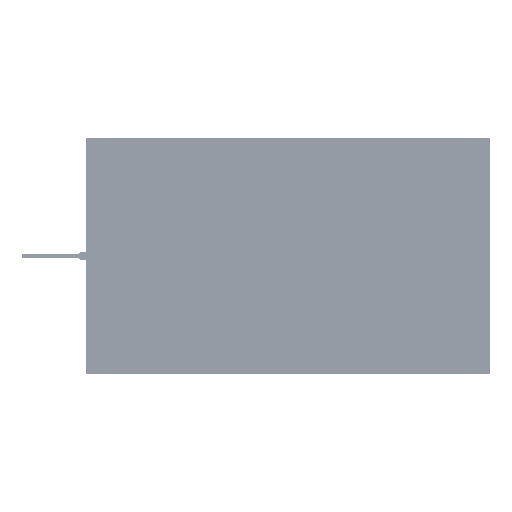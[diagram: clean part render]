
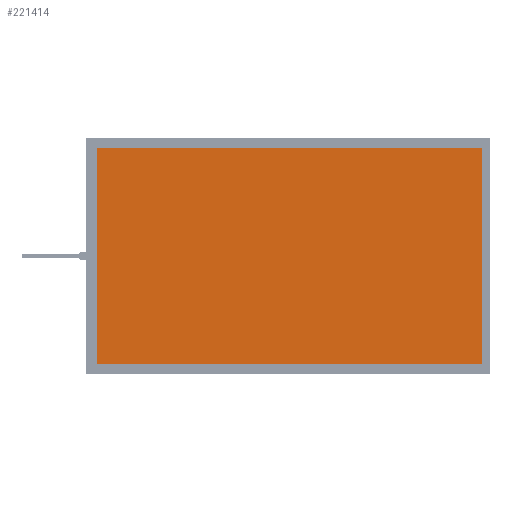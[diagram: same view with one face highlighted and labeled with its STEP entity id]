
A CAD part, top view. The second image highlights one B-rep face of the part: STEP entity #221414.
In plain terms, the highlighted planar face has unit normal (0, 0, 1).
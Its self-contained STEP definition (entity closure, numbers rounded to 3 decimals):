
#11453=PLANE('',#240877);
#23188=FACE_OUTER_BOUND('',#35583,.T.);
#35583=EDGE_LOOP('',(#206189,#206190,#206191,#206192));
#58972=LINE('',#400099,#82382);
#58976=LINE('',#400107,#82386);
#58979=LINE('',#400113,#82389);
#58982=LINE('',#400118,#82392);
#82382=VECTOR('',#303125,10.);
#82386=VECTOR('',#303131,10.);
#82389=VECTOR('',#303136,10.);
#82392=VECTOR('',#303141,10.);
#109320=VERTEX_POINT('',#400097);
#109321=VERTEX_POINT('',#400098);
#109324=VERTEX_POINT('',#400106);
#109326=VERTEX_POINT('',#400112);
#141603=EDGE_CURVE('',#109320,#109321,#58972,.T.);
#141607=EDGE_CURVE('',#109324,#109320,#58976,.T.);
#141610=EDGE_CURVE('',#109326,#109324,#58979,.T.);
#141613=EDGE_CURVE('',#109321,#109326,#58982,.T.);
#206189=ORIENTED_EDGE('',*,*,#141603,.T.);
#206190=ORIENTED_EDGE('',*,*,#141613,.T.);
#206191=ORIENTED_EDGE('',*,*,#141610,.T.);
#206192=ORIENTED_EDGE('',*,*,#141607,.T.);
#221414=ADVANCED_FACE('',(#23188),#11453,.T.);
#240877=AXIS2_PLACEMENT_3D('',#400146,#303167,#303168);
#303125=DIRECTION('',(1.,0.,0.));
#303131=DIRECTION('',(0.,-1.,0.));
#303136=DIRECTION('',(-1.,0.,0.));
#303141=DIRECTION('',(0.,1.,0.));
#303167=DIRECTION('center_axis',(0.,0.,1.));
#303168=DIRECTION('ref_axis',(1.,0.,0.));
#400097=CARTESIAN_POINT('',(-238.28,-134.145,0.));
#400098=CARTESIAN_POINT('',(238.28,-134.145,0.));
#400099=CARTESIAN_POINT('',(-120.,-134.145,0.));
#400106=CARTESIAN_POINT('',(-238.28,134.145,0.));
#400107=CARTESIAN_POINT('',(-238.28,67.07,0.));
#400112=CARTESIAN_POINT('',(238.28,134.145,0.));
#400113=CARTESIAN_POINT('',(118.28,134.145,0.));
#400118=CARTESIAN_POINT('',(238.28,-67.075,0.));
#400146=CARTESIAN_POINT('Origin',(-1.72,-0.005,
0.));
